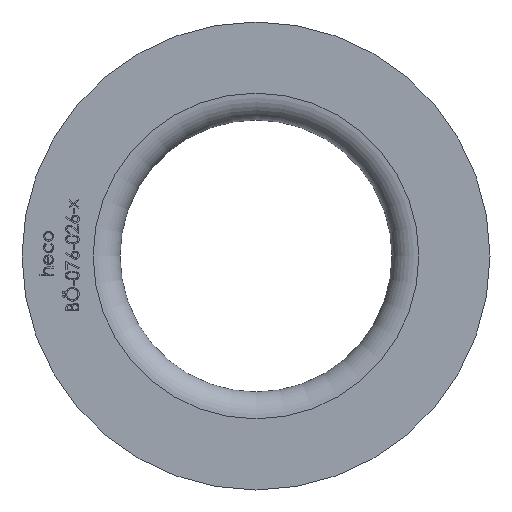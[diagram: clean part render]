
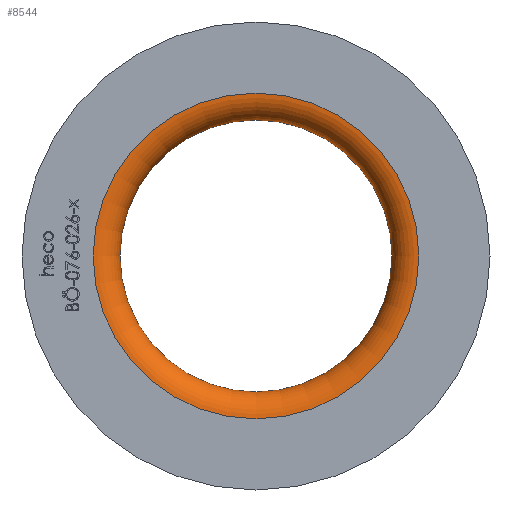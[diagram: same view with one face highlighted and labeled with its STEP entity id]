
A CAD part, left-side view. The second image highlights one B-rep face of the part: STEP entity #8544.
In plain terms, the highlighted toroidal (fillet/blend) face has major radius 42.45 mm and minor radius 7 mm.
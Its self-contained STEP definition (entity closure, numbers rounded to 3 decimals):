
#526 = DIRECTION ( 'NONE',  ( 0., 0., 1. ) ) ;
#1049 = CIRCLE ( 'NONE', #9307, 42.45 ) ;
#2110 = VERTEX_POINT ( 'NONE', #5588 ) ;
#5168 = ORIENTED_EDGE ( 'NONE', *, *, #9465, .T. ) ;
#5195 = CARTESIAN_POINT ( 'NONE',  ( 7., 0., 0. ) ) ;
#5464 = CIRCLE ( 'NONE', #9228, 35.45 ) ;
#5588 = CARTESIAN_POINT ( 'NONE',  ( 7., 0., 35.45 ) ) ;
#5977 = EDGE_LOOP ( 'NONE', ( #10302 ) ) ;
#6156 = CARTESIAN_POINT ( 'NONE',  ( 7., 0., 0. ) ) ;
#6710 = VERTEX_POINT ( 'NONE', #14481 ) ;
#7059 = FACE_OUTER_BOUND ( 'NONE', #10229, .T. ) ;
#7136 = DIRECTION ( 'NONE',  ( 0., 0., 1. ) ) ;
#7307 = EDGE_CURVE ( 'NONE', #2110, #2110, #5464, .T. ) ;
#7586 = CARTESIAN_POINT ( 'NONE',  ( 0., 0., 0. ) ) ;
#8242 = DIRECTION ( 'NONE',  ( -1., 0., 0. ) ) ;
#8544 = ADVANCED_FACE ( 'NONE', ( #12746, #7059 ), #14501, .T. ) ;
#9228 = AXIS2_PLACEMENT_3D ( 'NONE', #5195, #14157, #526 ) ;
#9307 = AXIS2_PLACEMENT_3D ( 'NONE', #7586, #10989, #14257 ) ;
#9465 = EDGE_CURVE ( 'NONE', #6710, #6710, #1049, .T. ) ;
#10229 = EDGE_LOOP ( 'NONE', ( #5168 ) ) ;
#10302 = ORIENTED_EDGE ( 'NONE', *, *, #7307, .F. ) ;
#10989 = DIRECTION ( 'NONE',  ( -1., 0., 0. ) ) ;
#12345 = AXIS2_PLACEMENT_3D ( 'NONE', #6156, #8242, #7136 ) ;
#12746 = FACE_OUTER_BOUND ( 'NONE', #5977, .T. ) ;
#14157 = DIRECTION ( 'NONE',  ( -1., 0., 0. ) ) ;
#14257 = DIRECTION ( 'NONE',  ( 0., 0., 1. ) ) ;
#14481 = CARTESIAN_POINT ( 'NONE',  ( 0., 0., 42.45 ) ) ;
#14501 = TOROIDAL_SURFACE ( 'NONE', #12345, 42.45, 7. ) ;
